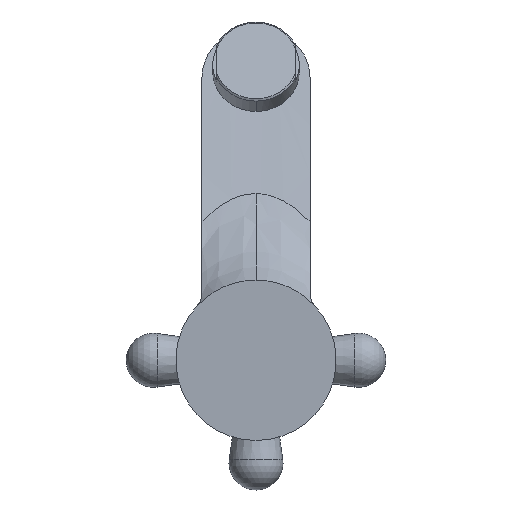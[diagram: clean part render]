
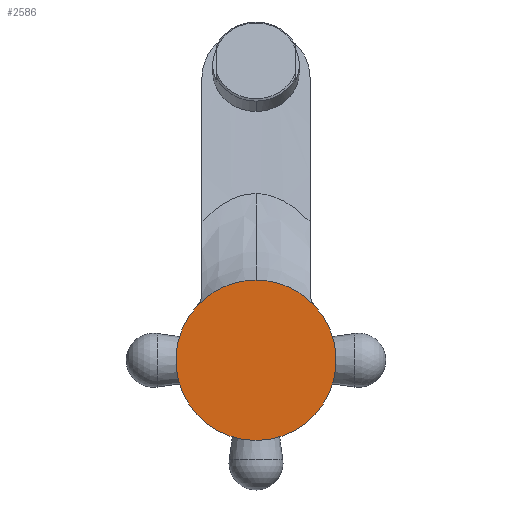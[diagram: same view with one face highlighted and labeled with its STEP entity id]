
A CAD part, front view. The second image highlights one B-rep face of the part: STEP entity #2586.
In plain terms, the highlighted planar face has unit normal (0, -1, 0).
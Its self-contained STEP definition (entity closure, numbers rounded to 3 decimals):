
#35=CARTESIAN_POINT('',(16.328,0.,15.115));
#36=CARTESIAN_POINT('',(15.29,0.,16.236));
#37=CARTESIAN_POINT('',(12.977,0.,18.268));
#38=CARTESIAN_POINT('',(8.97,0.,20.534));
#39=CARTESIAN_POINT('',(4.582,0.,21.934));
#40=CARTESIAN_POINT('',(1.527,0.,22.25));
#41=CARTESIAN_POINT('',(0.,0.,22.25));
#49=CARTESIAN_POINT('',(0.,0.,22.25));
#311=CARTESIAN_POINT('',(0.,0.,22.25));
#312=CARTESIAN_POINT('',(-1.527,0.,22.25));
#313=CARTESIAN_POINT('',(-4.582,0.,21.934));
#314=CARTESIAN_POINT('',(-8.97,0.,
20.534));
#315=CARTESIAN_POINT('',(-12.977,0.,18.268));
#316=CARTESIAN_POINT('',(-15.29,0.,
16.236));
#317=CARTESIAN_POINT('',(-16.328,0.,
15.115));
#376=CARTESIAN_POINT('',(-16.328,0.,
15.115));
#378=CARTESIAN_POINT('',(0.,0.,0.));
#379=DIRECTION('',(0.,1.,0.));
#380=DIRECTION('',(0.,0.,-1.));
#381=AXIS2_PLACEMENT_3D('',#378,#379,#380);
#459=CARTESIAN_POINT('',(0.,0.,0.));
#460=DIRECTION('',(0.,-1.,0.));
#461=DIRECTION('',(0.,0.,-1.));
#462=AXIS2_PLACEMENT_3D('',#459,#460,#461);
#473=CARTESIAN_POINT('',(16.328,0.,15.115));
#2320=CARTESIAN_POINT('',(0.,0.,-22.25));
#2322=VERTEX_POINT('',#2320);
#2329=VERTEX_POINT('',#49);
#2339=VERTEX_POINT('',#473);
#2341=VERTEX_POINT('',#376);
#2571=CARTESIAN_POINT('',(0.,0.,0.));
#2572=DIRECTION('',(0.,-1.,0.));
#2573=DIRECTION('',(0.,0.,1.));
#2574=AXIS2_PLACEMENT_3D('',#2571,#2572,#2573);
#2575=PLANE('',#2574);
#2577=ORIENTED_EDGE('',*,*,#2576,.F.);
#2579=ORIENTED_EDGE('',*,*,#2578,.F.);
#2581=ORIENTED_EDGE('',*,*,#2580,.T.);
#2583=ORIENTED_EDGE('',*,*,#2582,.F.);
#2584=EDGE_LOOP('',(#2577,#2579,#2581,#2583));
#2585=FACE_OUTER_BOUND('',#2584,.F.);
#2586=ADVANCED_FACE('',(#2585),#2575,.T.);
#42=B_SPLINE_CURVE_WITH_KNOTS('',3,(#35,#36,#37,#38,#39,#40,#41),.UNSPECIFIED.,
.F.,.F.,(4,1,1,1,4),(0.,0.25,0.5,0.75,1.),.UNSPECIFIED.);
#318=B_SPLINE_CURVE_WITH_KNOTS('',3,(#311,#312,#313,#314,#315,#316,#317),
.UNSPECIFIED.,.F.,.F.,(4,1,1,1,4),(0.,0.25,0.5,0.75,1.),
.UNSPECIFIED.);
#382=CIRCLE('',#381,22.25);
#463=CIRCLE('',#462,22.25);
#2576=EDGE_CURVE('',#2339,#2329,#42,.T.);
#2578=EDGE_CURVE('',#2322,#2339,#463,.T.);
#2580=EDGE_CURVE('',#2322,#2341,#382,.T.);
#2582=EDGE_CURVE('',#2329,#2341,#318,.T.);
